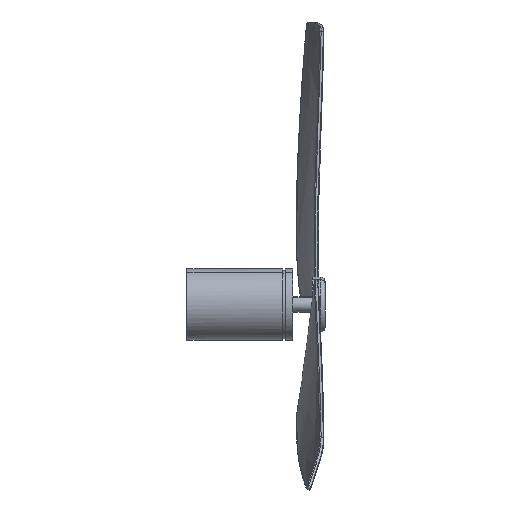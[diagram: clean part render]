
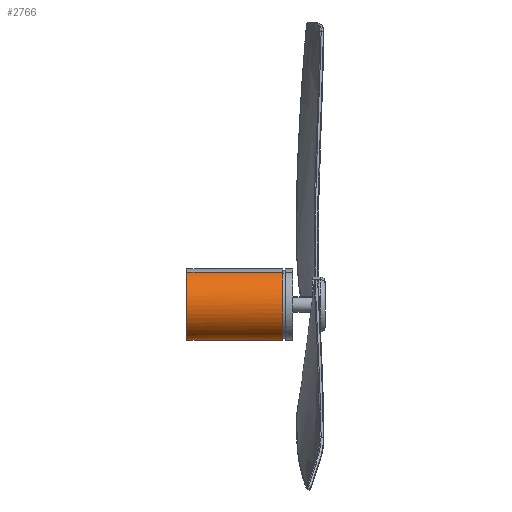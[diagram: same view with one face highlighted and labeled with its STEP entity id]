
A CAD part, front view. The second image highlights one B-rep face of the part: STEP entity #2766.
In plain terms, the highlighted cylindrical face has radius 8.438 mm (diameter 16.876 mm), a partial arc.
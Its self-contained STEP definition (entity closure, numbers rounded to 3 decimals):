
#224 = CARTESIAN_POINT ( 'NONE',  ( -3.794, -7.621, 22.68 ) ) ;
#236 = CARTESIAN_POINT ( 'NONE',  ( -3.701, 7.582, 0. ) ) ;
#462 = CARTESIAN_POINT ( 'NONE',  ( -4.766, -7.054, 0. ) ) ;
#857 = CARTESIAN_POINT ( 'NONE',  ( -7.054, 4.761, 0. ) ) ;
#1017 = CARTESIAN_POINT ( 'NONE',  ( -0.002, -0.003, 36.572 ) ) ;
#1107 = CARTESIAN_POINT ( 'NONE',  ( -4.766, -7.054, 22.68 ) ) ;
#1586 = CARTESIAN_POINT ( 'NONE',  ( -7.102, -4.694, 22.68 ) ) ;
#1734 = CARTESIAN_POINT ( 'NONE',  ( -7.102, -4.694, 0. ) ) ;
#1902 = CARTESIAN_POINT ( 'NONE',  ( 1.616, -8.358, 0. ) ) ;
#1930 = EDGE_CURVE ( 'NONE', #3485, #2015, #7243, .T. ) ;
#2015 = VERTEX_POINT ( 'NONE', #8459 ) ;
#2084 = CARTESIAN_POINT ( 'NONE',  ( -3.701, 7.582, 0. ) ) ;
#2114 = VERTEX_POINT ( 'NONE', #4880 ) ;
#2175 = CARTESIAN_POINT ( 'NONE',  ( -5.59, 6.416, 0. ) ) ;
#2200 = ORIENTED_EDGE ( 'NONE', *, *, #3426, .F. ) ;
#2257 = CARTESIAN_POINT ( 'NONE',  ( -7.054, 4.761, 22.68 ) ) ;
#2269 = CARTESIAN_POINT ( 'NONE',  ( -3.701, 7.582, 22.68 ) ) ;
#2321 = EDGE_LOOP ( 'NONE', ( #7985, #7587, #4950, #2200 ) ) ;
#2381 = CARTESIAN_POINT ( 'NONE',  ( 2.704, -8.071, 22.68 ) ) ;
#2427 = CARTESIAN_POINT ( 'NONE',  ( -8.07, -2.709, 22.68 ) ) ;
#2530 = CARTESIAN_POINT ( 'NONE',  ( 3.697, -7.587, 0. ) ) ;
#2580 = CARTESIAN_POINT ( 'NONE',  ( -3.794, -7.621, 0. ) ) ;
#2766 = ADVANCED_FACE ( 'NONE', ( #3053 ), #5887, .T. ) ;
#2850 = CARTESIAN_POINT ( 'NONE',  ( -3.701, 7.582, 0. ) ) ;
#2922 = CARTESIAN_POINT ( 'NONE',  ( -5.59, 6.416, 22.68 ) ) ;
#2975 = B_SPLINE_CURVE_WITH_KNOTS ( 'NONE', 3,
 ( #236, #8270, #4267, #2269 ),
 .UNSPECIFIED., .F., .F.,
 ( 4, 4 ),
 ( 0., 1. ),
 .UNSPECIFIED. ) ;
#3026 = CARTESIAN_POINT ( 'NONE',  ( -4.694, 7.097, 0. ) ) ;
#3053 = FACE_OUTER_BOUND ( 'NONE', #2321, .T. ) ;
#3119 = CARTESIAN_POINT ( 'NONE',  ( -8.07, -2.709, 0. ) ) ;
#3292 = CARTESIAN_POINT ( 'NONE',  ( 3.697, -7.587, 22.68 ) ) ;
#3426 = EDGE_CURVE ( 'NONE', #3485, #2114, #2975, .T. ) ;
#3485 = VERTEX_POINT ( 'NONE', #2084 ) ;
#3682 = EDGE_CURVE ( 'NONE', #3888, #2015, #3925, .T. ) ;
#3733 = CARTESIAN_POINT ( 'NONE',  ( -8.34, 1.7, 22.68 ) ) ;
#3888 = VERTEX_POINT ( 'NONE', #3292 ) ;
#3925 = B_SPLINE_CURVE_WITH_KNOTS ( 'NONE', 3,
 ( #4624, #5947, #5190, #2530 ),
 .UNSPECIFIED., .F., .F.,
 ( 4, 4 ),
 ( 0., 1. ),
 .UNSPECIFIED. ) ;
#4267 = CARTESIAN_POINT ( 'NONE',  ( -3.701, 7.582, 15.12 ) ) ;
#4496 = CARTESIAN_POINT ( 'NONE',  ( 2.704, -8.071, 0. ) ) ;
#4624 = CARTESIAN_POINT ( 'NONE',  ( 3.697, -7.587, 22.68 ) ) ;
#4880 = CARTESIAN_POINT ( 'NONE',  ( -3.701, 7.582, 22.68 ) ) ;
#4950 = ORIENTED_EDGE ( 'NONE', *, *, #7615, .T. ) ;
#4955 = CARTESIAN_POINT ( 'NONE',  ( -4.694, 7.097, 22.68 ) ) ;
#5060 = CARTESIAN_POINT ( 'NONE',  ( -8.492, 0.585, 0. ) ) ;
#5132 = DIRECTION ( 'NONE',  ( 0., 0., -1. ) ) ;
#5190 = CARTESIAN_POINT ( 'NONE',  ( 3.697, -7.587, 7.56 ) ) ;
#5193 = CARTESIAN_POINT ( 'NONE',  ( -6.421, -5.59, 0. ) ) ;
#5236 = CARTESIAN_POINT ( 'NONE',  ( -1.705, -8.341, 0. ) ) ;
#5734 = CARTESIAN_POINT ( 'NONE',  ( -7.621, 3.789, 0. ) ) ;
#5808 = CARTESIAN_POINT ( 'NONE',  ( -8.492, 0.585, 22.68 ) ) ;
#5823 = CARTESIAN_POINT ( 'NONE',  ( 3.697, -7.587, 0. ) ) ;
#5864 = CARTESIAN_POINT ( 'NONE',  ( -8.357, -1.62, 0. ) ) ;
#5887 = CYLINDRICAL_SURFACE ( 'NONE', #8279, 8.438 ) ;
#5947 = CARTESIAN_POINT ( 'NONE',  ( 3.697, -7.587, 15.12 ) ) ;
#6288 = CARTESIAN_POINT ( 'NONE',  ( -7.621, 3.789, 22.68 ) ) ;
#6369 = CARTESIAN_POINT ( 'NONE',  ( -6.421, -5.59, 22.68 ) ) ;
#6458 = CARTESIAN_POINT ( 'NONE',  ( 3.697, -7.587, 22.68 ) ) ;
#6601 = CARTESIAN_POINT ( 'NONE',  ( -0.589, -8.492, 0. ) ) ;
#7034 = CARTESIAN_POINT ( 'NONE',  ( -8.357, -1.62, 22.68 ) ) ;
#7243 = B_SPLINE_CURVE_WITH_KNOTS ( 'NONE', 3,
 ( #2850, #3026, #2175, #857, #5734, #8274, #5060, #5864, #3119, #1734, #5193, #462, #2580, #5236, #6601, #1902, #4496, #5823 ),
 .UNSPECIFIED., .F., .F.,
 ( 4, 2, 2, 2, 2, 2, 2, 2, 4 ),
 ( 0., 0.125, 0.25, 0.375, 0.5, 0.625, 0.75, 0.875, 1. ),
 .UNSPECIFIED. ) ;
#7376 = B_SPLINE_CURVE_WITH_KNOTS ( 'NONE', 3,
 ( #6458, #2381, #8303, #8347, #7730, #224, #1107, #6369, #1586, #2427, #7034, #5808, #3733, #6288, #2257, #2922, #4955, #8391 ),
 .UNSPECIFIED., .F., .F.,
 ( 4, 2, 2, 2, 2, 2, 2, 2, 4 ),
 ( 0., 0.125, 0.25, 0.375, 0.5, 0.625, 0.75, 0.875, 1. ),
 .UNSPECIFIED. ) ;
#7587 = ORIENTED_EDGE ( 'NONE', *, *, #3682, .F. ) ;
#7615 = EDGE_CURVE ( 'NONE', #3888, #2114, #7376, .T. ) ;
#7730 = CARTESIAN_POINT ( 'NONE',  ( -1.705, -8.341, 22.68 ) ) ;
#7985 = ORIENTED_EDGE ( 'NONE', *, *, #1930, .T. ) ;
#8270 = CARTESIAN_POINT ( 'NONE',  ( -3.701, 7.582, 7.56 ) ) ;
#8274 = CARTESIAN_POINT ( 'NONE',  ( -8.34, 1.7, 0. ) ) ;
#8279 = AXIS2_PLACEMENT_3D ( 'NONE', #1017, #5132, #8617 ) ;
#8303 = CARTESIAN_POINT ( 'NONE',  ( 1.616, -8.358, 22.68 ) ) ;
#8347 = CARTESIAN_POINT ( 'NONE',  ( -0.589, -8.492, 22.68 ) ) ;
#8391 = CARTESIAN_POINT ( 'NONE',  ( -3.701, 7.582, 22.68 ) ) ;
#8459 = CARTESIAN_POINT ( 'NONE',  ( 3.697, -7.587, 0. ) ) ;
#8617 = DIRECTION ( 'NONE',  ( 0.438, -0.899, 0. ) ) ;
